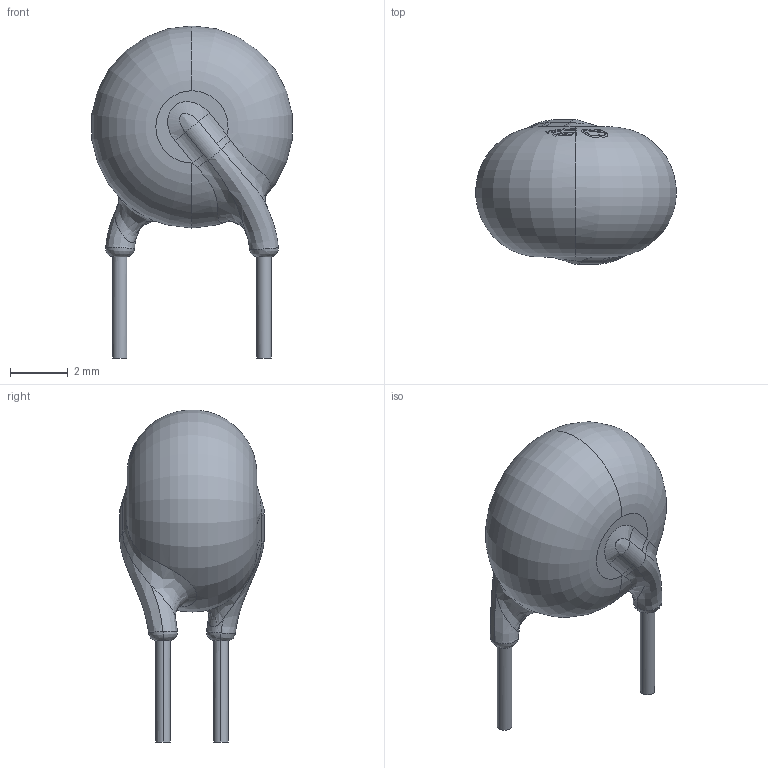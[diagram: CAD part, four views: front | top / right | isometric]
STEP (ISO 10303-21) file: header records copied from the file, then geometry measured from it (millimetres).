
FILE_DESCRIPTION (( 'STEP AP214' ), '1' );
FILE_NAME ('RES-TH_L7.0-W5.0-H8.5-P5.00-D0.6-S2.00.step', '2022-07-28T10:11:12', ( '' ), ( '' ), 'SwSTEP 2.0', 'SolidWorks 2020', '' );
FILE_SCHEMA (( 'AUTOMOTIVE_DESIGN' ));
Length unit declared in the file: millimetre
Products named in the file (1): RES-TH_L7.0-W5.0-H8.5-P5.00-D0.6-S2.00
Bounding box: 6.94 x 5 x 11.49 mm (x, y, z)
Volume: 139.7 mm3; surface area: 153.3 mm2
Topology: 1 solids, 1 shells, 260 faces, 711 edges, 470 vertices
Faces by surface type: bspline 116, plane 111, torus 23, cylinder 10
Entity records: 16047 total; most frequent: CARTESIAN_POINT 7818, ORIENTED_EDGE 1422, EDGE_CURVE 711, DIRECTION 571, VERTEX_POINT 470, B_SPLINE_CURVE_WITH_KNOTS 458, EDGE_LOOP 277, UNCERTAINTY_MEASURE_WITH_UNIT 263
